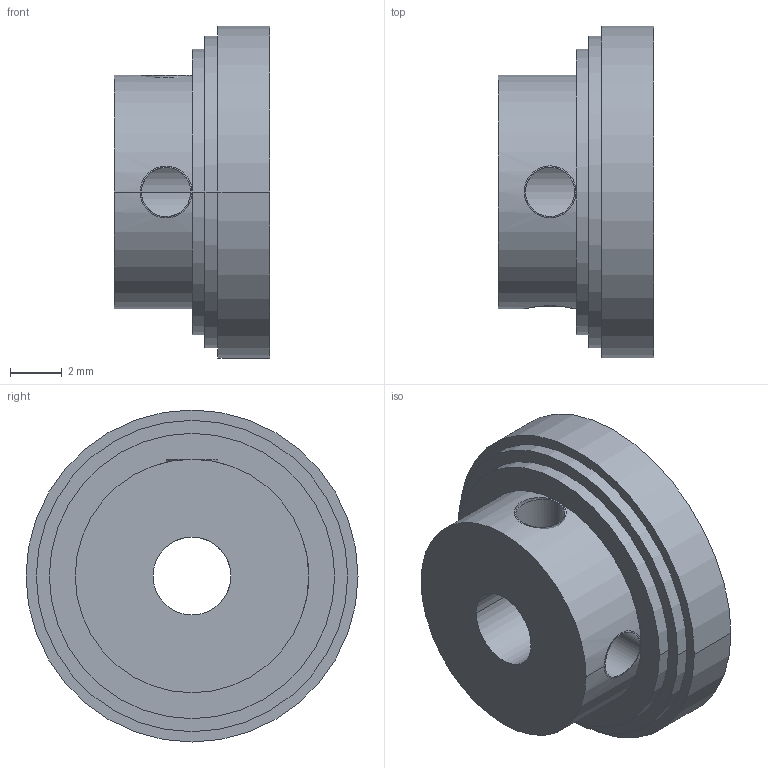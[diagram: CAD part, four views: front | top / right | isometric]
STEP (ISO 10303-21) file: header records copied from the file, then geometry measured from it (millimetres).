
FILE_DESCRIPTION((''),'2;1');
FILE_NAME('HFUC-5-50-2A-R-SP_B','2021-09-07T17:14:35',('silo-mech'),(''),'CREO PARAMETRIC BY PTC INC, 2020454','CREO PARAMETRIC BY PTC INC, 2020454','');
FILE_SCHEMA(('CONFIG_CONTROL_DESIGN'));
Length unit declared in the file: millimetre
Products named in the file (1): HFUC-5-50-2A-R-SP_B
Bounding box: 6 x 12.8 x 12.8 mm (x, y, z)
Volume: 492.5 mm3; surface area: 566.3 mm2
Topology: 1 solids, 3 shells, 23 faces, 56 edges, 36 vertices
Faces by surface type: cylinder 18, plane 5
Entity records: 955 total; most frequent: CARTESIAN_POINT 366, DIRECTION 112, ORIENTED_EDGE 104, EDGE_CURVE 56, AXIS2_PLACEMENT_3D 46, VERTEX_POINT 36, EDGE_LOOP 30, FACE_OUTER_BOUND 23
